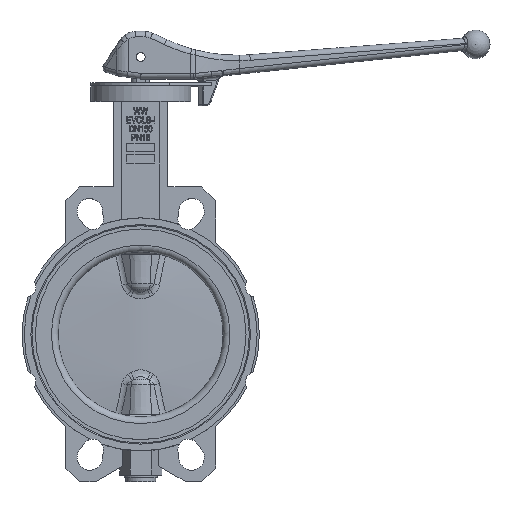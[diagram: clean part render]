
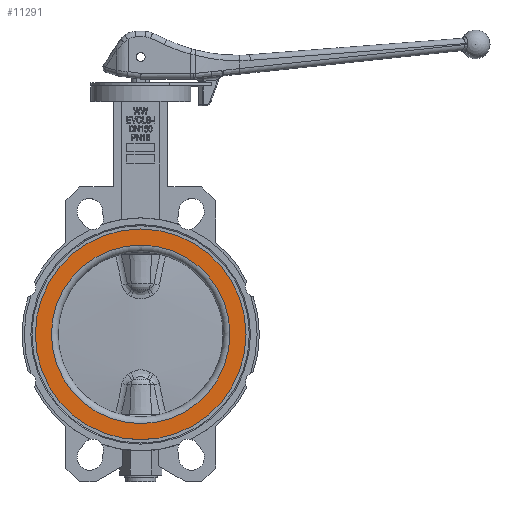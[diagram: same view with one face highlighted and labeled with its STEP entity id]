
A CAD part, top view. The second image highlights one B-rep face of the part: STEP entity #11291.
In plain terms, the highlighted planar face has unit normal (0, 0, 1).
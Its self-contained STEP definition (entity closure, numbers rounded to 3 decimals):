
#182=PLANE('',#12239);
#547=FACE_BOUND('',#1763,.T.);
#1109=FACE_OUTER_BOUND('',#1762,.T.);
#1762=EDGE_LOOP('',(#8645));
#1763=EDGE_LOOP('',(#8646));
#4290=CIRCLE('',#12102,80.5);
#4291=CIRCLE('',#12104,95.);
#4847=VERTEX_POINT('',#19407);
#4848=VERTEX_POINT('',#19411);
#6081=EDGE_CURVE('',#4847,#4847,#4290,.T.);
#6082=EDGE_CURVE('',#4848,#4848,#4291,.T.);
#8645=ORIENTED_EDGE('',*,*,#6082,.T.);
#8646=ORIENTED_EDGE('',*,*,#6081,.F.);
#11291=ADVANCED_FACE('',(#1109,#547),#182,.F.);
#12102=AXIS2_PLACEMENT_3D('',#19409,#13655,#13656);
#12104=AXIS2_PLACEMENT_3D('',#19412,#13659,#13660);
#12239=AXIS2_PLACEMENT_3D('',#21146,#14170,#14171);
#13655=DIRECTION('center_axis',(0.,0.,1.));
#13656=DIRECTION('ref_axis',(1.,0.,0.));
#13659=DIRECTION('center_axis',(0.,0.,1.));
#13660=DIRECTION('ref_axis',(1.,0.,0.));
#14170=DIRECTION('center_axis',(0.,0.,-1.));
#14171=DIRECTION('ref_axis',(-1.,0.,0.));
#19407=CARTESIAN_POINT('',(-80.5,0.,29.));
#19409=CARTESIAN_POINT('Origin',(0.,0.,29.));
#19411=CARTESIAN_POINT('',(-95.,0.,29.));
#19412=CARTESIAN_POINT('Origin',(0.,0.,29.));
#21146=CARTESIAN_POINT('Origin',(0.,80.5,29.));
